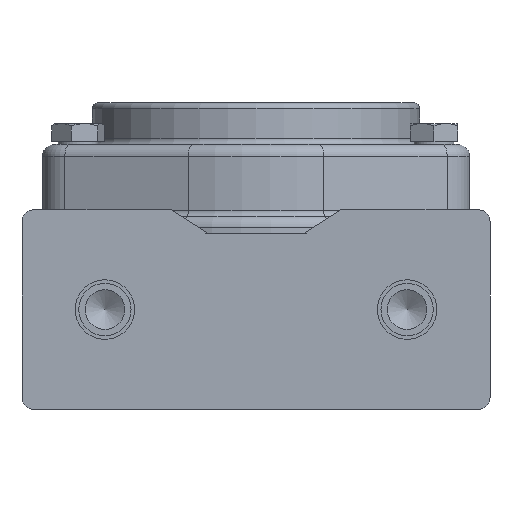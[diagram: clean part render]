
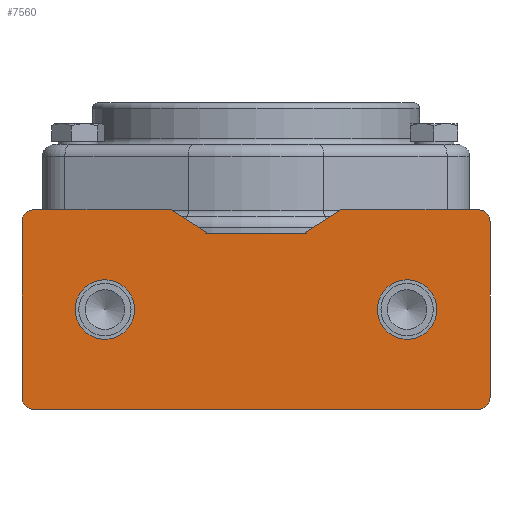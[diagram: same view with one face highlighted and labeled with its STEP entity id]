
A CAD part, front view. The second image highlights one B-rep face of the part: STEP entity #7560.
In plain terms, the highlighted planar face has unit normal (0, -1, 0).
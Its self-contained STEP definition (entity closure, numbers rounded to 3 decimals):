
#857=LINE($,#12646,#1205);
#966=LINE($,#13853,#1314);
#968=LINE($,#13861,#1316);
#972=LINE($,#13878,#1320);
#978=LINE($,#13891,#1326);
#982=LINE($,#13919,#1330);
#984=LINE($,#13923,#1332);
#985=LINE($,#13929,#1333);
#1205=VECTOR($,#9806,74.671);
#1314=VECTOR($,#10571,23.075);
#1316=VECTOR($,#10577,7.464);
#1320=VECTOR($,#10595,15.919);
#1326=VECTOR($,#10605,29.5);
#1330=VECTOR($,#10649,29.5);
#1332=VECTOR($,#10655,7.464);
#1333=VECTOR($,#10664,23.075);
#1494=PLANE($,#8488);
#1692=FACE_BOUND($,#2878,.T.);
#1693=FACE_BOUND($,#2879,.T.);
#1694=FACE_BOUND($,#2880,.T.);
#2878=EDGE_LOOP($,(#7011));
#2879=EDGE_LOOP($,(#7012));
#2880=EDGE_LOOP($,(#7013,#7014,#7015,#7016,#7017,#7018,#7019,#7020,#7021,
#7022,#7023,#7024));
#3346=CIRCLE($,#8457,5.);
#3347=CIRCLE($,#8459,5.);
#3352=CIRCLE($,#8469,2.);
#3359=CIRCLE($,#8482,2.);
#3360=CIRCLE($,#8487,2.);
#3361=CIRCLE($,#8489,2.);
#3802=VERTEX_POINT($,#12642);
#3804=VERTEX_POINT($,#12645);
#4027=VERTEX_POINT($,#13849);
#4028=VERTEX_POINT($,#13851);
#4031=VERTEX_POINT($,#13858);
#4032=VERTEX_POINT($,#13860);
#4035=VERTEX_POINT($,#13868);
#4036=VERTEX_POINT($,#13871);
#4038=VERTEX_POINT($,#13877);
#4041=VERTEX_POINT($,#13885);
#4043=VERTEX_POINT($,#13889);
#4045=VERTEX_POINT($,#13899);
#4046=VERTEX_POINT($,#13916);
#4048=VERTEX_POINT($,#13927);
#4657=EDGE_CURVE($,#3804,#3802,#857,.T.);
#4999=EDGE_CURVE($,#4028,#4027,#966,.T.);
#5002=EDGE_CURVE($,#4031,#4032,#968,.T.);
#5006=EDGE_CURVE($,#4035,#4035,#3346,.T.);
#5007=EDGE_CURVE($,#4036,#4036,#3347,.T.);
#5010=EDGE_CURVE($,#4038,#4032,#972,.T.);
#5017=EDGE_CURVE($,#4041,#4043,#978,.T.);
#5021=EDGE_CURVE($,#4045,#3802,#3352,.T.);
#5029=EDGE_CURVE($,#3804,#4043,#3359,.T.);
#5031=EDGE_CURVE($,#4045,#4046,#982,.T.);
#5034=EDGE_CURVE($,#4038,#4028,#984,.T.);
#5035=EDGE_CURVE($,#4027,#4046,#3360,.T.);
#5036=EDGE_CURVE($,#4041,#4048,#3361,.T.);
#5037=EDGE_CURVE($,#4048,#4031,#985,.T.);
#7011=ORIENTED_EDGE($,*,*,#5007,.T.);
#7012=ORIENTED_EDGE($,*,*,#5006,.T.);
#7013=ORIENTED_EDGE($,*,*,#5036,.F.);
#7014=ORIENTED_EDGE($,*,*,#5017,.T.);
#7015=ORIENTED_EDGE($,*,*,#5029,.F.);
#7016=ORIENTED_EDGE($,*,*,#4657,.T.);
#7017=ORIENTED_EDGE($,*,*,#5021,.F.);
#7018=ORIENTED_EDGE($,*,*,#5031,.T.);
#7019=ORIENTED_EDGE($,*,*,#5035,.F.);
#7020=ORIENTED_EDGE($,*,*,#4999,.F.);
#7021=ORIENTED_EDGE($,*,*,#5034,.F.);
#7022=ORIENTED_EDGE($,*,*,#5010,.T.);
#7023=ORIENTED_EDGE($,*,*,#5002,.F.);
#7024=ORIENTED_EDGE($,*,*,#5037,.F.);
#7560=ADVANCED_FACE($,(#1692,#1693,#1694),#1494,.T.);
#8457=AXIS2_PLACEMENT_3D($,#13869,#10584,#10585);
#8459=AXIS2_PLACEMENT_3D($,#13872,#10588,#10589);
#8469=AXIS2_PLACEMENT_3D($,#13900,#10617,#10618);
#8482=AXIS2_PLACEMENT_3D($,#13914,#10644,#10645);
#8487=AXIS2_PLACEMENT_3D($,#13925,#10658,#10659);
#8488=AXIS2_PLACEMENT_3D($,#13926,#10660,#10661);
#8489=AXIS2_PLACEMENT_3D($,#13928,#10662,#10663);
#9806=DIRECTION($,(1.,0.,0.));
#10571=DIRECTION($,(1.,0.,0.));
#10577=DIRECTION($,(0.844,0.,-0.536));
#10584=DIRECTION('center_axis',(0.,1.,0.));
#10585=DIRECTION('ref_axis',(1.,0.,0.));
#10588=DIRECTION('center_axis',(0.,1.,0.));
#10589=DIRECTION('ref_axis',(1.,0.,0.));
#10595=DIRECTION($,(-1.,0.,0.));
#10605=DIRECTION($,(0.,0.,-1.));
#10617=DIRECTION('center_axis',(0.,1.,0.));
#10618=DIRECTION('ref_axis',(0.707,0.,-0.707));
#10644=DIRECTION('center_axis',(0.,1.,0.));
#10645=DIRECTION('ref_axis',(-0.707,0.,-0.707));
#10649=DIRECTION($,(0.,0.,1.));
#10655=DIRECTION($,(0.844,0.,0.536));
#10658=DIRECTION('center_axis',(0.,1.,0.));
#10659=DIRECTION('ref_axis',(0.707,0.,0.707));
#10660=DIRECTION('center_axis',(0.,-1.,0.));
#10661=DIRECTION('ref_axis',(0.,0.,-1.));
#10662=DIRECTION('center_axis',(0.,1.,0.));
#10663=DIRECTION('ref_axis',(-0.707,0.,0.707));
#10664=DIRECTION($,(1.,0.,0.));
#12642=CARTESIAN_POINT('',(-4.164,-64.583,-74.325));
#12645=CARTESIAN_POINT('',(-78.835,-64.583,-74.325));
#12646=CARTESIAN_POINT($,(-105.,-64.583,-74.325));
#13849=CARTESIAN_POINT('',(-4.164,-64.583,-40.825));
#13851=CARTESIAN_POINT('',(-27.239,-64.583,-40.825));
#13853=CARTESIAN_POINT($,(-105.,-64.583,-40.825));
#13858=CARTESIAN_POINT('',(-55.76,-64.583,-40.825));
#13860=CARTESIAN_POINT('',(-49.459,-64.583,-44.825));
#13861=CARTESIAN_POINT($,(-77.148,-64.583,-27.248));
#13868=CARTESIAN_POINT('',(-61.9,-64.583,-57.575));
#13869=CARTESIAN_POINT('Origin',(-66.9,-64.583,-57.575));
#13871=CARTESIAN_POINT('',(-11.1,-64.583,-57.575));
#13872=CARTESIAN_POINT('Origin',(-16.1,-64.583,-57.575));
#13877=CARTESIAN_POINT('',(-33.54,-64.583,-44.825));
#13878=CARTESIAN_POINT($,(-73.25,-64.583,-44.825));
#13885=CARTESIAN_POINT('',(-80.835,-64.583,-42.825));
#13889=CARTESIAN_POINT('',(-80.835,-64.583,-72.325));
#13891=CARTESIAN_POINT($,(-80.835,-64.583,-57.575));
#13899=CARTESIAN_POINT('',(-2.164,-64.583,-72.325));
#13900=CARTESIAN_POINT('Origin',(-4.164,-64.583,-72.325));
#13914=CARTESIAN_POINT('Origin',(-78.835,-64.583,-72.325));
#13916=CARTESIAN_POINT('',(-2.164,-64.583,-42.825));
#13919=CARTESIAN_POINT($,(-2.164,-64.583,-57.575));
#13923=CARTESIAN_POINT($,(-57.445,-64.583,-60.));
#13925=CARTESIAN_POINT('Origin',(-4.164,-64.583,-42.825));
#13926=CARTESIAN_POINT('Origin',(-105.,-64.583,-40.825));
#13927=CARTESIAN_POINT('',(-78.835,-64.583,-40.825));
#13928=CARTESIAN_POINT('Origin',(-78.835,-64.583,-42.825));
#13929=CARTESIAN_POINT($,(-105.,-64.583,-40.825));
